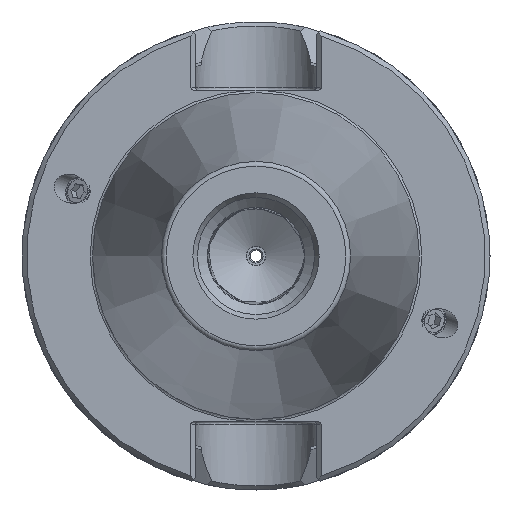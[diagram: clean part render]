
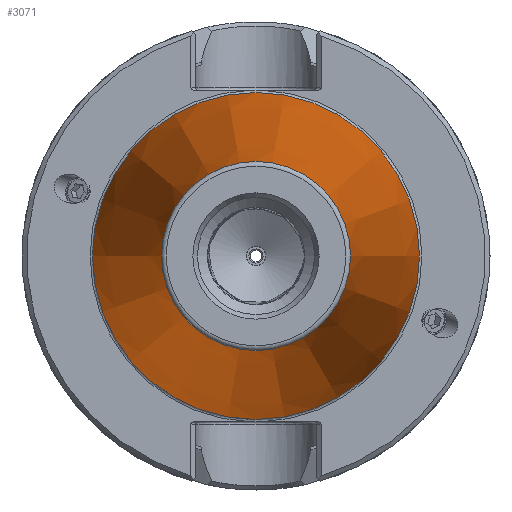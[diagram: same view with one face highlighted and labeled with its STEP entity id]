
A CAD part, left-side view. The second image highlights one B-rep face of the part: STEP entity #3071.
In plain terms, the highlighted conical face has half-angle 8.297 degrees and reference radius 27.502 mm.
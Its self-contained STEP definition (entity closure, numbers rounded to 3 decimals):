
#2819=CARTESIAN_POINT('',(0.0,34.925,0.0));
#2820=VERTEX_POINT('',#2819);
#2821=CARTESIAN_POINT('',(0.0,0.0,0.0));
#2822=DIRECTION('',(1.0,0.,0.0));
#2823=DIRECTION('',(0.,1.0,0.0));
#2824=AXIS2_PLACEMENT_3D('',#2821,#2822,#2823);
#2825=CIRCLE('',#2824,34.925);
#2826=EDGE_CURVE('',#2820,#2820,#2825,.T.);
#3036=CARTESIAN_POINT('',(-100.934,20.206,0.));
#3037=VERTEX_POINT('',#3036);
#3038=CARTESIAN_POINT('',(-100.934,0.,0.));
#3039=DIRECTION('',(-1.0,0.0,0.0));
#3040=DIRECTION('',(0.0,-1.0,0.0));
#3041=AXIS2_PLACEMENT_3D('',#3038,#3039,#3040);
#3042=CIRCLE('',#3041,20.206);
#3043=EDGE_CURVE('',#3037,#3037,#3042,.T.);
#3060=CARTESIAN_POINT('',(-50.902,0.0,0.0));
#3061=DIRECTION('',(1.0,0.0,0.0));
#3062=DIRECTION('',(0.,1.0,0.0));
#3063=AXIS2_PLACEMENT_3D('',#3060,#3061,#3062);
#3064=CONICAL_SURFACE('',#3063,27.502,8.297);
#3065=ORIENTED_EDGE('',*,*,#2826,.F.);
#3066=EDGE_LOOP('',(#3065));
#3067=FACE_OUTER_BOUND('',#3066,.T.);
#3068=ORIENTED_EDGE('',*,*,#3043,.F.);
#3069=EDGE_LOOP('',(#3068));
#3070=FACE_BOUND('',#3069,.T.);
#3071=ADVANCED_FACE('',(#3067,#3070),#3064,.T.);
